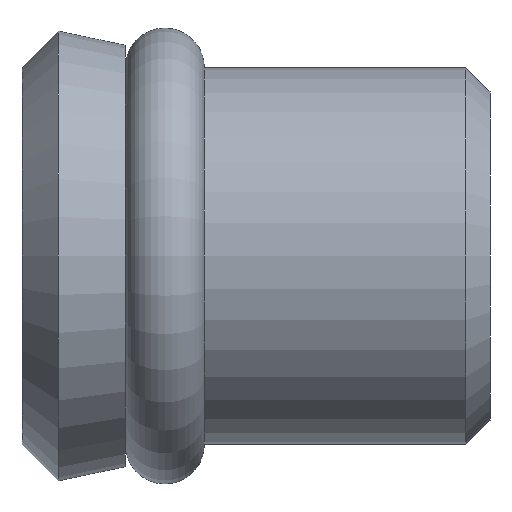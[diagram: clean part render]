
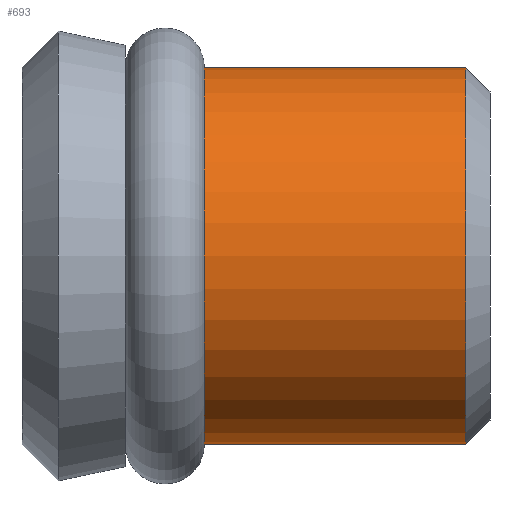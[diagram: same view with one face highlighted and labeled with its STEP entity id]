
A CAD part, left-side view. The second image highlights one B-rep face of the part: STEP entity #693.
In plain terms, the highlighted cylindrical face has radius 3.937 mm (diameter 7.874 mm), a partial arc.
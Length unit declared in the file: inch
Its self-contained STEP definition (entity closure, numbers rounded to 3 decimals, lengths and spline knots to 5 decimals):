
#124=CARTESIAN_POINT('',(0.,0.02,0.));
#125=DIRECTION('',(0.,1.,0.));
#126=DIRECTION('',(0.,0.,-1.));
#127=AXIS2_PLACEMENT_3D('',#124,#125,#126);
#162=DIRECTION('',(0.,1.,0.));
#163=VECTOR('',#162,0.215);
#164=CARTESIAN_POINT('',(0.,0.02,0.155));
#165=LINE('',#164,#163);
#193=CARTESIAN_POINT('',(0.,0.235,0.));
#194=DIRECTION('',(0.,1.,0.));
#195=DIRECTION('',(0.,0.,-1.));
#196=AXIS2_PLACEMENT_3D('',#193,#194,#195);
#217=DIRECTION('',(0.,1.,0.));
#218=VECTOR('',#217,0.215);
#219=CARTESIAN_POINT('',(0.,0.02,-0.155));
#220=LINE('',#219,#218);
#522=CARTESIAN_POINT('',(0.,0.235,-0.155));
#523=CARTESIAN_POINT('',(0.,0.235,0.155));
#524=VERTEX_POINT('',#522);
#525=VERTEX_POINT('',#523);
#534=CARTESIAN_POINT('',(0.,0.02,-0.155));
#535=CARTESIAN_POINT('',(0.,0.02,0.155));
#536=VERTEX_POINT('',#534);
#537=VERTEX_POINT('',#535);
#682=CARTESIAN_POINT('',(0.,0.,0.));
#683=DIRECTION('',(0.,1.,0.));
#684=DIRECTION('',(0.,0.,-1.));
#685=AXIS2_PLACEMENT_3D('',#682,#683,#684);
#686=CYLINDRICAL_SURFACE('',#685,0.155);
#687=ORIENTED_EDGE('',*,*,#662,.T.);
#688=ORIENTED_EDGE('',*,*,#624,.F.);
#689=ORIENTED_EDGE('',*,*,#594,.F.);
#690=ORIENTED_EDGE('',*,*,#621,.T.);
#691=EDGE_LOOP('',(#687,#688,#689,#690));
#692=FACE_OUTER_BOUND('',#691,.F.);
#693=ADVANCED_FACE('',(#692),#686,.T.);
#128=CIRCLE('',#127,0.155);
#197=CIRCLE('',#196,0.155);
#594=EDGE_CURVE('',#536,#537,#128,.T.);
#621=EDGE_CURVE('',#536,#524,#220,.T.);
#624=EDGE_CURVE('',#537,#525,#165,.T.);
#662=EDGE_CURVE('',#524,#525,#197,.T.);
